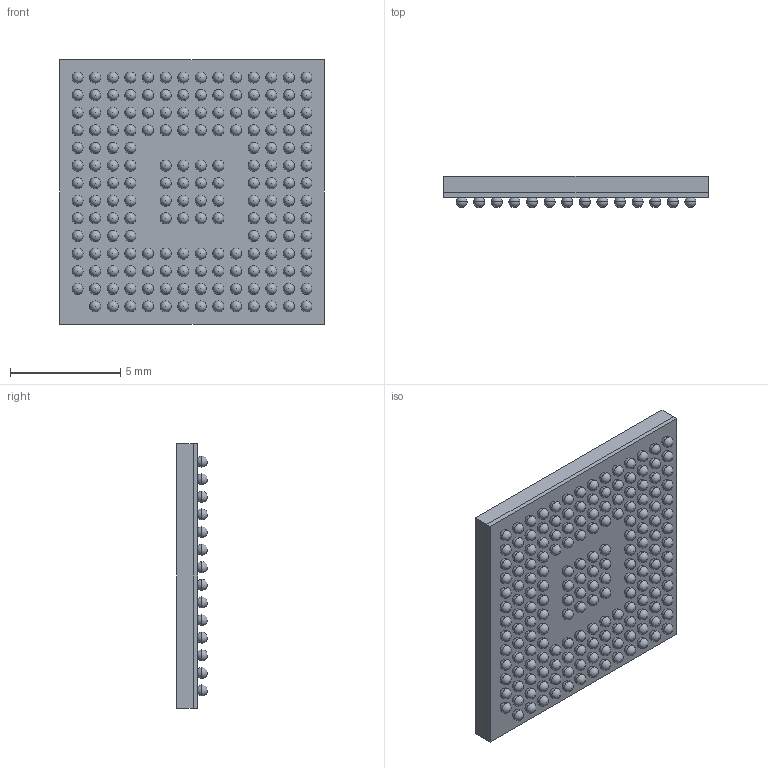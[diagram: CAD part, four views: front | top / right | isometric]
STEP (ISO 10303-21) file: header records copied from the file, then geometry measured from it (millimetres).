
FILE_DESCRIPTION (( 'STEP AP214' ), '1' );
FILE_NAME ('TUSB1310ZAY.STEP', '2021-02-12T08:46:03', ( '' ), ( '' ), 'SwSTEP 2.0', 'SolidWorks 2017', '' );
FILE_SCHEMA (( 'AUTOMOTIVE_DESIGN' ));
Length unit declared in the file: millimetre
Products named in the file (1): TUSB1310ZAY
Bounding box: 12 x 1.4 x 12 mm (x, y, z)
Volume: 147.9 mm3; surface area: 759.2 mm2
Topology: 178 solids, 178 shells, 544 faces, 1436 edges, 1074 vertices
Faces by surface type: sphere 350, plane 190, cylinder 4
Entity records: 14355 total; most frequent: DIRECTION 2534, CARTESIAN_POINT 2005, ORIENTED_EDGE 1472, AXIS2_PLACEMENT_3D 1253, EDGE_CURVE 736, VERTEX_POINT 724, EDGE_LOOP 720, CIRCLE 708
